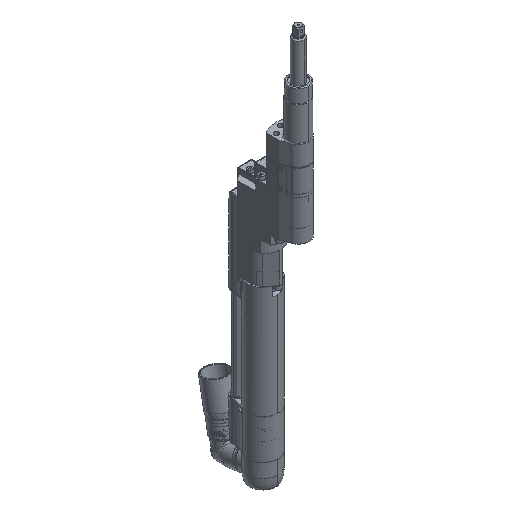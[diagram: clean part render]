
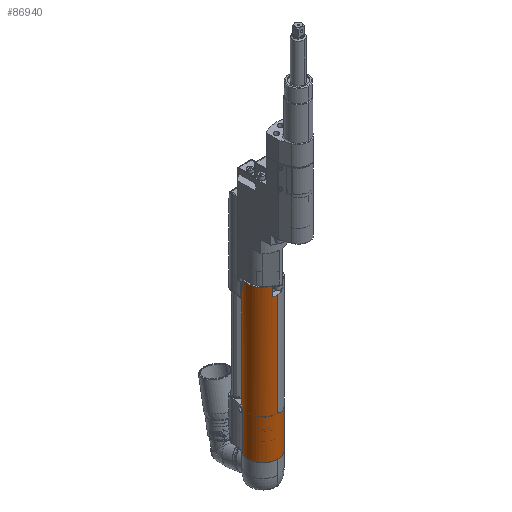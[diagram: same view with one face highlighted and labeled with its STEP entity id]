
A CAD part, isometric view. The second image highlights one B-rep face of the part: STEP entity #86940.
In plain terms, the highlighted cylindrical face has radius 21 mm (diameter 42 mm), a partial arc.
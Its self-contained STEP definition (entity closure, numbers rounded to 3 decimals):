
#59719=CARTESIAN_POINT('',(0.,0.,13.));
#59720=DIRECTION('',(0.,0.,-1.));
#59721=DIRECTION('',(-0.306,-0.952,0.));
#59722=AXIS2_PLACEMENT_3D('',#59719,#59720,#59721);
#59830=DIRECTION('',(0.,0.,1.));
#59831=VECTOR('',#59830,13.);
#59832=CARTESIAN_POINT('',(-8.944,19.,0.));
#59833=LINE('',#59832,#59831);
#59834=CARTESIAN_POINT('',(0.,0.,13.));
#59835=DIRECTION('',(0.,0.,1.));
#59836=DIRECTION('',(-0.905,0.426,0.));
#59837=AXIS2_PLACEMENT_3D('',#59834,#59835,#59836);
#59839=CARTESIAN_POINT('',(18.418,10.088,-198.5));
#59840=CARTESIAN_POINT('',(18.731,9.518,
-198.675));
#59841=CARTESIAN_POINT('',(19.279,8.39,
-199.011));
#59842=CARTESIAN_POINT('',(19.897,6.786,
-199.38));
#59843=CARTESIAN_POINT('',(20.217,5.708,-199.5));
#59844=CARTESIAN_POINT('',(20.352,5.175,-199.5));
#59846=CARTESIAN_POINT('',(0.,0.,-199.5));
#59847=DIRECTION('',(0.,0.,-1.));
#59848=DIRECTION('',(0.969,0.246,0.));
#59849=AXIS2_PLACEMENT_3D('',#59846,#59847,#59848);
#59851=CARTESIAN_POINT('',(-20.352,5.175,-199.5));
#59852=CARTESIAN_POINT('',(-20.216,5.711,-199.5));
#59853=CARTESIAN_POINT('',(-19.895,6.795,
-199.379));
#59854=CARTESIAN_POINT('',(-19.257,8.44,
-198.998));
#59855=CARTESIAN_POINT('',(-18.72,9.538,
-198.669));
#59856=CARTESIAN_POINT('',(-18.418,10.088,-198.5));
#59858=DIRECTION('',(0.,0.,1.));
#59859=VECTOR('',#59858,54.);
#59860=CARTESIAN_POINT('',(-18.418,10.088,-198.5));
#59861=LINE('',#59860,#59859);
#59862=CARTESIAN_POINT('',(0.,0.,-144.5));
#59863=DIRECTION('',(0.,0.,1.));
#59864=DIRECTION('',(0.,1.,0.));
#59865=AXIS2_PLACEMENT_3D('',#59862,#59863,#59864);
#59901=CARTESIAN_POINT('',(0.,0.,0.));
#59902=DIRECTION('',(0.,0.,-1.));
#59903=DIRECTION('',(-0.426,0.905,0.));
#59904=AXIS2_PLACEMENT_3D('',#59901,#59902,#59903);
#59926=CARTESIAN_POINT('',(0.,0.,0.));
#59927=DIRECTION('',(0.,0.,-1.));
#59928=DIRECTION('',(-0.889,0.459,0.));
#59929=AXIS2_PLACEMENT_3D('',#59926,#59927,#59928);
#59941=CARTESIAN_POINT('',(0.,0.,0.));
#59942=DIRECTION('',(0.,0.,-1.));
#59943=DIRECTION('',(0.,-1.,0.));
#59944=AXIS2_PLACEMENT_3D('',#59941,#59942,#59943);
#64679=CARTESIAN_POINT('',(0.,0.,13.));
#64680=DIRECTION('',(0.,0.,-1.));
#64681=DIRECTION('',(-0.905,0.426,0.));
#64682=AXIS2_PLACEMENT_3D('',#64679,#64680,#64681);
#64694=CARTESIAN_POINT('',(0.,0.,13.));
#64695=DIRECTION('',(0.,0.,-1.));
#64696=DIRECTION('',(-0.459,0.889,0.));
#64697=AXIS2_PLACEMENT_3D('',#64694,#64695,#64696);
#66420=DIRECTION('',(0.,0.,1.));
#66421=VECTOR('',#66420,13.);
#66422=CARTESIAN_POINT('',(-9.63,18.662,0.));
#66423=LINE('',#66422,#66421);
#66424=DIRECTION('',(0.,0.,-1.));
#66425=VECTOR('',#66424,13.);
#66426=CARTESIAN_POINT('',(-18.662,9.63,13.));
#66427=LINE('',#66426,#66425);
#67867=DIRECTION('',(0.,0.,-1.));
#67868=VECTOR('',#67867,1.5);
#67869=CARTESIAN_POINT('',(0.,21.,0.));
#67870=LINE('',#67869,#67868);
#67882=DIRECTION('',(0.,0.,-1.));
#67883=VECTOR('',#67882,138.);
#67884=CARTESIAN_POINT('',(0.,21.,-6.5));
#67885=LINE('',#67884,#67883);
#67891=CARTESIAN_POINT('',(0.,0.,-144.5));
#67892=DIRECTION('',(0.,0.,-1.));
#67893=DIRECTION('',(0.877,0.48,0.));
#67894=AXIS2_PLACEMENT_3D('',#67891,#67892,#67893);
#67896=DIRECTION('',(0.,0.,1.));
#67897=VECTOR('',#67896,144.5);
#67898=CARTESIAN_POINT('',(0.,-21.,-144.5));
#67899=LINE('',#67898,#67897);
#67963=CARTESIAN_POINT('',(0.,21.,-1.5));
#67964=CARTESIAN_POINT('',(-0.369,21.,-1.5));
#67965=CARTESIAN_POINT('',(-1.11,20.979,
-1.665));
#67966=CARTESIAN_POINT('',(-2.018,20.907,
-2.382));
#67967=CARTESIAN_POINT('',(-2.52,20.849,
-3.423));
#67968=CARTESIAN_POINT('',(-2.521,20.848,
-4.569));
#67969=CARTESIAN_POINT('',(-2.025,20.906,
-5.609));
#67970=CARTESIAN_POINT('',(-1.117,20.979,
-6.332));
#67971=CARTESIAN_POINT('',(-0.372,21.,-6.5));
#67972=CARTESIAN_POINT('',(0.,21.,-6.5));
#68543=DIRECTION('',(0.,0.,1.));
#68544=VECTOR('',#68543,54.);
#68545=CARTESIAN_POINT('',(18.418,10.088,-198.5));
#68546=LINE('',#68545,#68544);
#70916=DIRECTION('',(0.,0.,1.));
#70917=VECTOR('',#70916,13.);
#70918=CARTESIAN_POINT('',(-6.422,-19.994,0.));
#70919=LINE('',#70918,#70917);
#81909=VERTEX_POINT('',#67963);
#81910=VERTEX_POINT('',#67972);
#81911=CARTESIAN_POINT('',(0.,21.,0.));
#81912=VERTEX_POINT('',#81911);
#82116=CARTESIAN_POINT('',(-18.418,10.088,-198.5));
#82118=VERTEX_POINT('',#82116);
#82134=CARTESIAN_POINT('',(-20.352,5.175,-199.5));
#82135=VERTEX_POINT('',#82134);
#82136=CARTESIAN_POINT('',(20.352,5.175,-199.5));
#82138=VERTEX_POINT('',#82136);
#82180=VERTEX_POINT('',#59839);
#82410=CARTESIAN_POINT('',(-6.422,-19.994,13.));
#82411=CARTESIAN_POINT('',(-7.11,-19.76,13.));
#82412=VERTEX_POINT('',#82410);
#82413=VERTEX_POINT('',#82411);
#82414=CARTESIAN_POINT('',(-19.,8.944,13.));
#82415=CARTESIAN_POINT('',(-18.662,9.63,13.));
#82416=VERTEX_POINT('',#82414);
#82417=VERTEX_POINT('',#82415);
#82418=CARTESIAN_POINT('',(-9.63,18.662,13.));
#82419=CARTESIAN_POINT('',(-8.944,19.,13.));
#82420=VERTEX_POINT('',#82418);
#82421=VERTEX_POINT('',#82419);
#85419=CARTESIAN_POINT('',(0.,21.,-144.5));
#85420=CARTESIAN_POINT('',(-18.418,10.088,-144.5));
#85421=VERTEX_POINT('',#85419);
#85422=VERTEX_POINT('',#85420);
#85423=CARTESIAN_POINT('',(18.418,10.088,-144.5));
#85424=CARTESIAN_POINT('',(0.,-21.,-144.5));
#85425=VERTEX_POINT('',#85423);
#85426=VERTEX_POINT('',#85424);
#85435=CARTESIAN_POINT('',(0.,-21.,0.));
#85436=VERTEX_POINT('',#85435);
#85507=CARTESIAN_POINT('',(-8.944,19.,0.));
#85509=VERTEX_POINT('',#85507);
#85514=CARTESIAN_POINT('',(-9.63,18.662,0.));
#85515=CARTESIAN_POINT('',(-18.662,9.63,0.));
#85516=VERTEX_POINT('',#85514);
#85517=VERTEX_POINT('',#85515);
#85518=CARTESIAN_POINT('',(-6.422,-19.994,0.));
#85520=VERTEX_POINT('',#85518);
#86891=CARTESIAN_POINT('',(0.,0.,-147.39));
#86892=DIRECTION('',(0.,0.,1.));
#86893=DIRECTION('',(0.,1.,0.));
#86894=AXIS2_PLACEMENT_3D('',#86891,#86892,#86893);
#86895=CYLINDRICAL_SURFACE('',#86894,21.);
#86897=ORIENTED_EDGE('',*,*,#86896,.F.);
#86899=ORIENTED_EDGE('',*,*,#86898,.T.);
#86901=ORIENTED_EDGE('',*,*,#86900,.F.);
#86903=ORIENTED_EDGE('',*,*,#86902,.F.);
#86905=ORIENTED_EDGE('',*,*,#86904,.F.);
#86907=ORIENTED_EDGE('',*,*,#86906,.F.);
#86909=ORIENTED_EDGE('',*,*,#86908,.F.);
#86910=ORIENTED_EDGE('',*,*,#86875,.T.);
#86911=ORIENTED_EDGE('',*,*,#86638,.F.);
#86913=ORIENTED_EDGE('',*,*,#86912,.F.);
#86915=ORIENTED_EDGE('',*,*,#86914,.F.);
#86917=ORIENTED_EDGE('',*,*,#86916,.F.);
#86919=ORIENTED_EDGE('',*,*,#86918,.F.);
#86921=ORIENTED_EDGE('',*,*,#86920,.F.);
#86923=ORIENTED_EDGE('',*,*,#86922,.T.);
#86925=ORIENTED_EDGE('',*,*,#86924,.T.);
#86927=ORIENTED_EDGE('',*,*,#86926,.T.);
#86929=ORIENTED_EDGE('',*,*,#86928,.T.);
#86931=ORIENTED_EDGE('',*,*,#86930,.F.);
#86933=ORIENTED_EDGE('',*,*,#86932,.F.);
#86935=ORIENTED_EDGE('',*,*,#86934,.F.);
#86937=ORIENTED_EDGE('',*,*,#86936,.F.);
#86938=EDGE_LOOP('',(#86897,#86899,#86901,#86903,#86905,#86907,#86909,#86910,
#86911,#86913,#86915,#86917,#86919,#86921,#86923,#86925,#86927,#86929,#86931,
#86933,#86935,#86937));
#86939=FACE_OUTER_BOUND('',#86938,.F.);
#59723=CIRCLE('',#59722,21.);
#59838=CIRCLE('',#59837,21.);
#59845=B_SPLINE_CURVE_WITH_KNOTS('',3,(#59839,#59840,#59841,#59842,#59843,
#59844),.UNSPECIFIED.,.F.,.F.,(4,1,1,4),(0.,0.333,
0.667,1.),.UNSPECIFIED.);
#59850=CIRCLE('',#59849,21.);
#59857=B_SPLINE_CURVE_WITH_KNOTS('',3,(#59851,#59852,#59853,#59854,#59855,
#59856),.UNSPECIFIED.,.F.,.F.,(4,1,1,4),(0.,0.333,
0.667,1.),.UNSPECIFIED.);
#59866=CIRCLE('',#59865,21.);
#59905=CIRCLE('',#59904,21.);
#59930=CIRCLE('',#59929,21.);
#59945=CIRCLE('',#59944,21.);
#64683=CIRCLE('',#64682,21.);
#64698=CIRCLE('',#64697,21.);
#67895=CIRCLE('',#67894,21.);
#67973=B_SPLINE_CURVE_WITH_KNOTS('',3,(#67963,#67964,#67965,#67966,#67967,
#67968,#67969,#67970,#67971,#67972),.UNSPECIFIED.,.F.,.F.,(4,1,1,1,1,1,1,4),(
0.,0.143,0.286,0.429,0.571,
0.714,0.857,1.),.UNSPECIFIED.);
#86638=EDGE_CURVE('',#82412,#82413,#59723,.T.);
#86875=EDGE_CURVE('',#82416,#82413,#59838,.T.);
#86896=EDGE_CURVE('',#85509,#81912,#59905,.T.);
#86898=EDGE_CURVE('',#85509,#82421,#59833,.T.);
#86900=EDGE_CURVE('',#82420,#82421,#64698,.T.);
#86902=EDGE_CURVE('',#85516,#82420,#66423,.T.);
#86904=EDGE_CURVE('',#85517,#85516,#59930,.T.);
#86906=EDGE_CURVE('',#82417,#85517,#66427,.T.);
#86908=EDGE_CURVE('',#82416,#82417,#64683,.T.);
#86912=EDGE_CURVE('',#85520,#82412,#70919,.T.);
#86914=EDGE_CURVE('',#85436,#85520,#59945,.T.);
#86916=EDGE_CURVE('',#85426,#85436,#67899,.T.);
#86918=EDGE_CURVE('',#85425,#85426,#67895,.T.);
#86920=EDGE_CURVE('',#82180,#85425,#68546,.T.);
#86922=EDGE_CURVE('',#82180,#82138,#59845,.T.);
#86924=EDGE_CURVE('',#82138,#82135,#59850,.T.);
#86926=EDGE_CURVE('',#82135,#82118,#59857,.T.);
#86928=EDGE_CURVE('',#82118,#85422,#59861,.T.);
#86930=EDGE_CURVE('',#85421,#85422,#59866,.T.);
#86932=EDGE_CURVE('',#81910,#85421,#67885,.T.);
#86934=EDGE_CURVE('',#81909,#81910,#67973,.T.);
#86936=EDGE_CURVE('',#81912,#81909,#67870,.T.);
#86940=ADVANCED_FACE('',(#86939),#86895,.T.);
